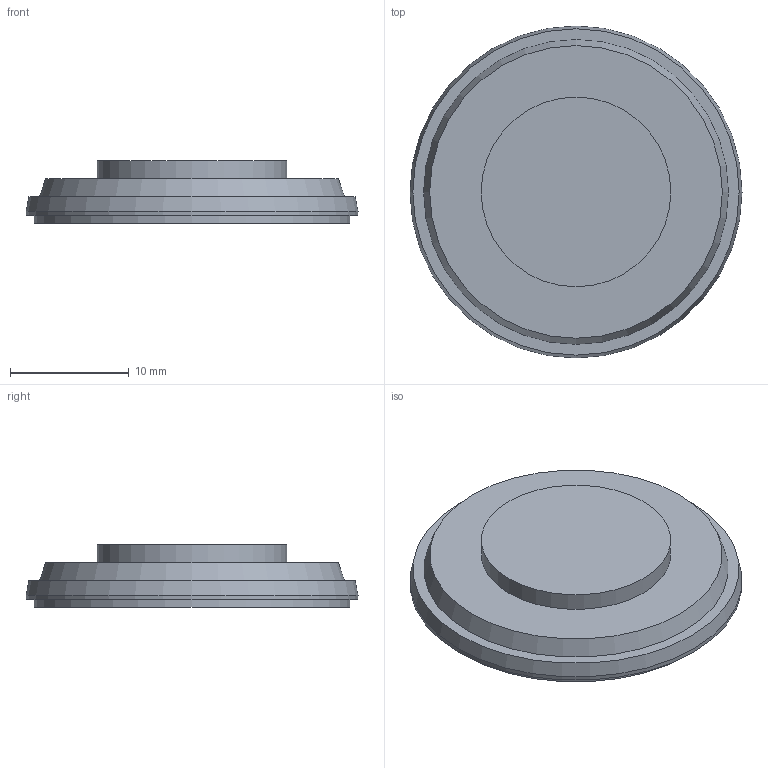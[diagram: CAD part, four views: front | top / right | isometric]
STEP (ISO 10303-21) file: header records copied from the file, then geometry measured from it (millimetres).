
FILE_DESCRIPTION(('FreeCAD Model'),'2;1');
FILE_NAME('Open CASCADE Shape Model','2023-01-17T13:32:54',(''),(''), 'Open CASCADE STEP processor 7.5','FreeCAD','Unknown');
FILE_SCHEMA(('AUTOMOTIVE_DESIGN { 1 0 10303 214 1 1 1 1 }'));
Length unit declared in the file: millimetre
Products named in the file (1): SpeakerOutline
Bounding box: 28 x 28 x 5.25 mm (x, y, z)
Volume: 1970.3 mm3; surface area: 1634.1 mm2
Topology: 1 solids, 1 shells, 13 faces, 22 edges, 13 vertices
Faces by surface type: cone 5, plane 4, cylinder 3, revolution 1
Full cylindrical faces by diameter (mm): 16 x1, 25.07 x1, 26.63 x1
Entity records: 330 total; most frequent: DIRECTION 63, CARTESIAN_POINT 49, ORIENTED_EDGE 42, AXIS2_PLACEMENT_3D 27, EDGE_CURVE 21, FACE_BOUND 16, EDGE_LOOP 16, CIRCLE 14
